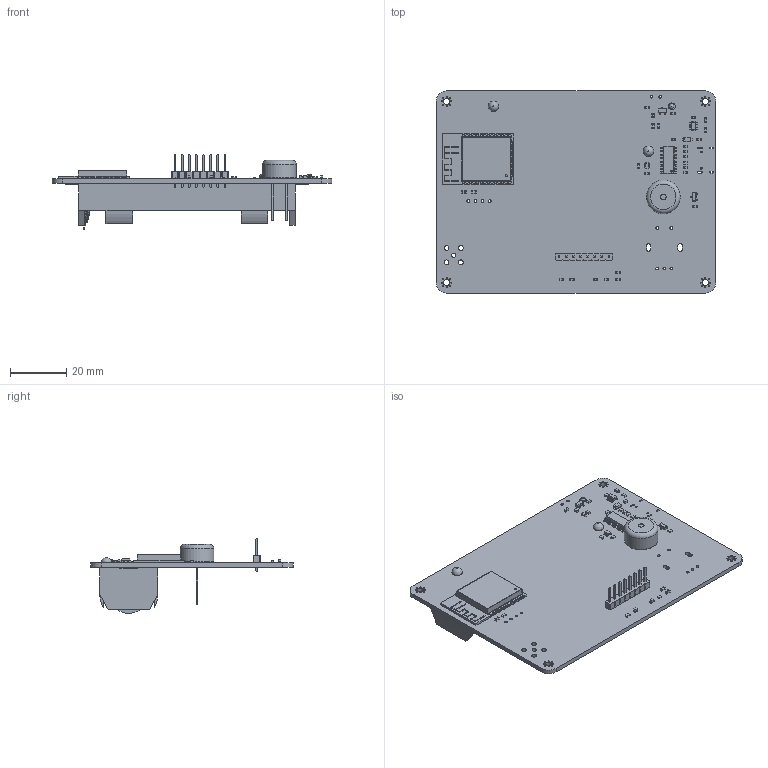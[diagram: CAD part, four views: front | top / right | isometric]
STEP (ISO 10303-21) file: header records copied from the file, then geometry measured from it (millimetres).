
FILE_DESCRIPTION(('KiCad electronic assembly'),'2;1');
FILE_NAME('time_terminal.step','2025-07-22T15:52:27',('Pcbnew'),('Kicad' ),'Open CASCADE STEP processor 7.8','KiCad to STEP converter', 'Unknown');
FILE_SCHEMA(('AUTOMOTIVE_DESIGN { 1 0 10303 214 1 1 1 1 }'));
Length unit declared in the file: millimetre
Products named in the file (28): time_terminal 1; SOT-363_SC-70-6; SOT_363_SC_70_6; SOIC-16_3.9x9.9mm_P1.27mm; SOIC_16_39x99mm_P127mm; R_0603_1608Metric; C_0603_1608Metric; SOT-23; SOT_23; SOT-23-3; D_SOD-123F; D_SOD_123F; LED_0603_1608Metric; ESP32-WROOM-32; PinHeader_1x08_P2.54mm_Vertical; PinHeader_1x08_P254mm_Vertical; SOT-23-5; SOT_23_5; Buzzer_TDK_PS1240P02BT_D12.2mm_H6.5mm; Buzzer_TDK_PS1240P02BT_D122mm_H65mm; BatteryHolder_Keystone_1042_1x18650; Keystone_1042_1x18650; time_terminal_PCB
Assembly tree (51 placements, depth 3):
  time_terminal 1
    SOT-363_SC-70-6
      SOT_363_SC_70_6
    SOIC-16_3.9x9.9mm_P1.27mm
      SOIC_16_39x99mm_P127mm
    R_0603_1608Metric  x14
      R_0603_1608Metric
    C_0603_1608Metric  x10
      C_0603_1608Metric
    SOT-23
      SOT_23
    SOT-23-3
      SOT-23-3
    D_SOD-123F
      D_SOD_123F
    LED_0603_1608Metric  x3
      LED_0603_1608Metric
    ESP32-WROOM-32
      ESP32-WROOM-32
    PinHeader_1x08_P2.54mm_Vertical
      PinHeader_1x08_P254mm_Vertical
    SOT-23-5
      SOT_23_5
    Buzzer_TDK_PS1240P02BT_D12.2mm_H6.5mm
      Buzzer_TDK_PS1240P02BT_D122mm_H65mm
    BatteryHolder_Keystone_1042_1x18650
      Keystone_1042_1x18650
    time_terminal_PCB
Bounding box: 99.6 x 72 x 26.54 mm (x, y, z)
Volume: 19387.3 mm3; surface area: 24907.4 mm2
Topology: 46 solids, 47 shells, 2628 faces, 6747 edges, 4256 vertices
Faces by surface type: plane 1870, cylinder 595, bspline 152, sphere 4, torus 4, revolution 3
Full cylindrical faces by diameter (mm): 0.02 x1, 0.2 x12, 0.4 x32, 0.6 x1, 0.65 x4, 0.8 x2, 0.889 x2, 1 x19, 1.5 x1, 1.57 x1, 1.7 x4, 2 x1, 2.2 x4, 2.39 x1, 2.4 x1, 3.45 x2, 3.68 x2, 4.8 x2, 7.2 x2, 9.6 x2, 12 x2
Entity records: 71107 total; most frequent: CARTESIAN_POINT 10677, ORIENTED_EDGE 9890, DIRECTION 9439, EDGE_CURVE 4945, LINE 3796, VECTOR 3796, VERTEX_POINT 3080, AXIS2_PLACEMENT_3D 2820
